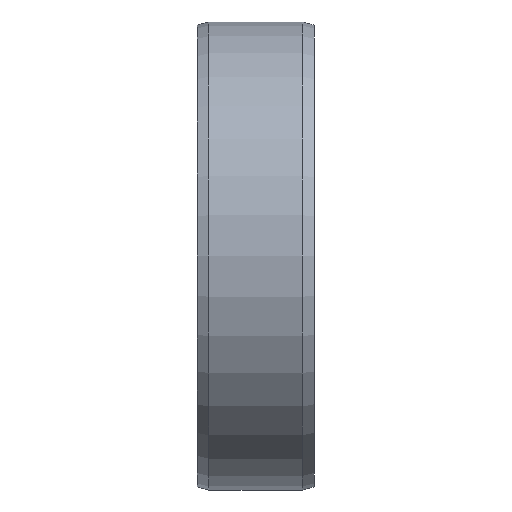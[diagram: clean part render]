
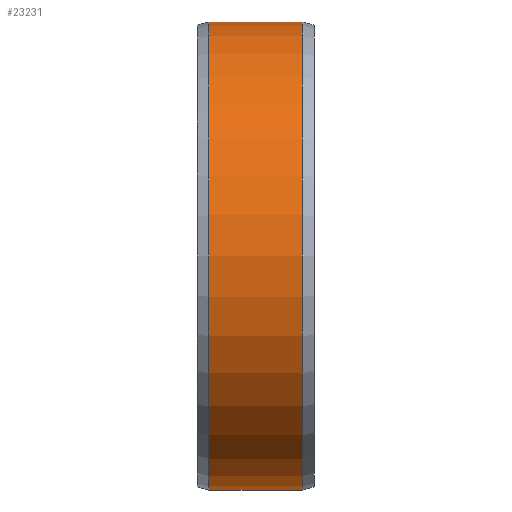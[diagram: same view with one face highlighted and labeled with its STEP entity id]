
A CAD part, left-side view. The second image highlights one B-rep face of the part: STEP entity #23231.
In plain terms, the highlighted cylindrical face has radius 20 mm (diameter 40 mm), a partial arc.
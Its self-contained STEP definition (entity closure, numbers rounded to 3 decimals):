
#22194=CARTESIAN_POINT('',(0.,-4.,0.));
#22195=DIRECTION('',(0.,1.,0.));
#22196=DIRECTION('',(0.,0.,-1.));
#22197=AXIS2_PLACEMENT_3D('',#22194,#22195,#22196);
#22202=DIRECTION('',(0.,1.,0.));
#22203=VECTOR('',#22202,8.);
#22204=CARTESIAN_POINT('',(0.,-4.,-20.));
#22205=LINE('',#22204,#22203);
#22217=DIRECTION('',(0.,1.,0.));
#22218=VECTOR('',#22217,8.);
#22219=CARTESIAN_POINT('',(0.,-4.,20.));
#22220=LINE('',#22219,#22218);
#22571=CARTESIAN_POINT('',(0.,4.,0.));
#22572=DIRECTION('',(0.,1.,0.));
#22573=DIRECTION('',(0.,0.,-1.));
#22574=AXIS2_PLACEMENT_3D('',#22571,#22572,#22573);
#23130=CARTESIAN_POINT('',(0.,-4.,-20.));
#23132=VERTEX_POINT('',#23130);
#23133=CARTESIAN_POINT('',(0.,4.,-20.));
#23134=VERTEX_POINT('',#23133);
#23160=CARTESIAN_POINT('',(0.,-4.,20.));
#23162=VERTEX_POINT('',#23160);
#23163=CARTESIAN_POINT('',(0.,4.,20.));
#23164=VERTEX_POINT('',#23163);
#23216=CARTESIAN_POINT('',(0.,-5.5,0.));
#23217=DIRECTION('',(0.,1.,0.));
#23218=DIRECTION('',(0.,0.,-1.));
#23219=AXIS2_PLACEMENT_3D('',#23216,#23217,#23218);
#23220=CYLINDRICAL_SURFACE('',#23219,20.);
#23222=ORIENTED_EDGE('',*,*,#23221,.T.);
#23224=ORIENTED_EDGE('',*,*,#23223,.T.);
#23226=ORIENTED_EDGE('',*,*,#23225,.F.);
#23228=ORIENTED_EDGE('',*,*,#23227,.F.);
#23229=EDGE_LOOP('',(#23222,#23224,#23226,#23228));
#23230=FACE_OUTER_BOUND('',#23229,.F.);
#22198=CIRCLE('',#22197,20.);
#22575=CIRCLE('',#22574,20.);
#23221=EDGE_CURVE('',#23132,#23134,#22205,.T.);
#23223=EDGE_CURVE('',#23134,#23164,#22575,.T.);
#23225=EDGE_CURVE('',#23162,#23164,#22220,.T.);
#23227=EDGE_CURVE('',#23132,#23162,#22198,.T.);
#23231=ADVANCED_FACE('',(#23230),#23220,.T.);
